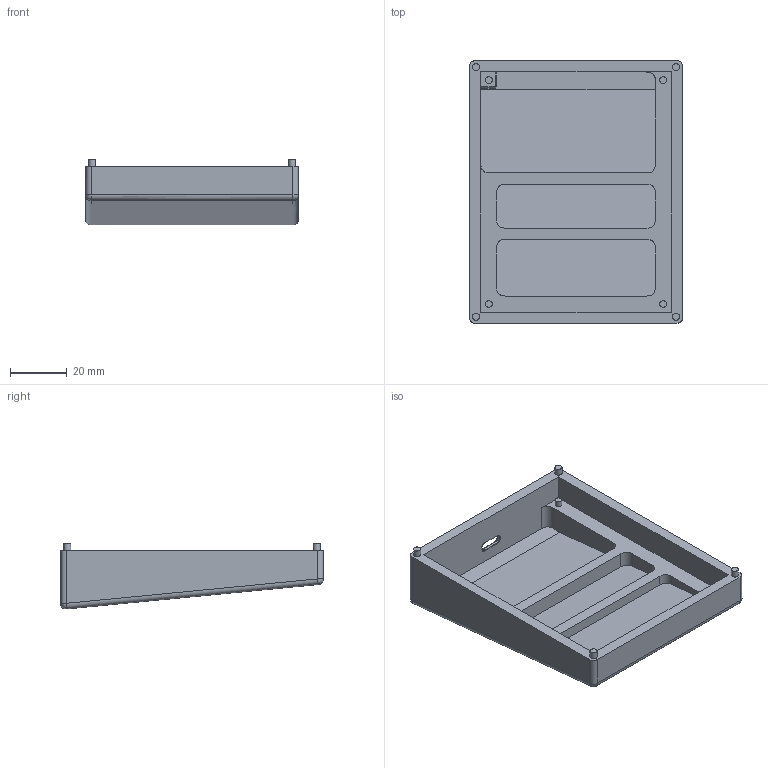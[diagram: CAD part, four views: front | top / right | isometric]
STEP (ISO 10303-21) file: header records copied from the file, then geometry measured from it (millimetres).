
FILE_DESCRIPTION(/* description */ ('Part 126'),/* implementation_level */ '2;1');
FILE_NAME(/* name */ 'Macropad case bottom.step',/* time_stamp */ '2026-01-15T21:47:21+11:00',/* author */ (''),/* organization */ (''),/* preprocessor_version */ 'ST-DEVELOPER v20.1',/* originating_system */ 'Autodesk Translation Framework v14.21.0.0',/* authorisation */ '');
FILE_SCHEMA (('CONFIG_CONTROL_DESIGN','AUTOMOTIVE_DESIGN { 1 0 10303 214 3 1 1 }','MODEL_BASED_INTEGRATED_MANUFACTURING_SCHEMA'));
Length unit declared in the file: metre
Products named in the file (1): Part 126
Bounding box: 75.2 x 92.7 x 23.31 mm (x, y, z)
Volume: 38467 mm3; surface area: 24702.2 mm2
Topology: 1 solids, 1 shells, 130 faces, 293 edges, 177 vertices
Faces by surface type: plane 59, bspline 39, cylinder 24, cone 8
Full cylindrical faces by diameter (mm): 2.4 x4, 2.5 x4
Entity records: 6616 total; most frequent: CARTESIAN_POINT 3909, ORIENTED_EDGE 586, DIRECTION 451, EDGE_CURVE 293, LINE 179, VECTOR 179, VERTEX_POINT 177, EDGE_LOOP 144
